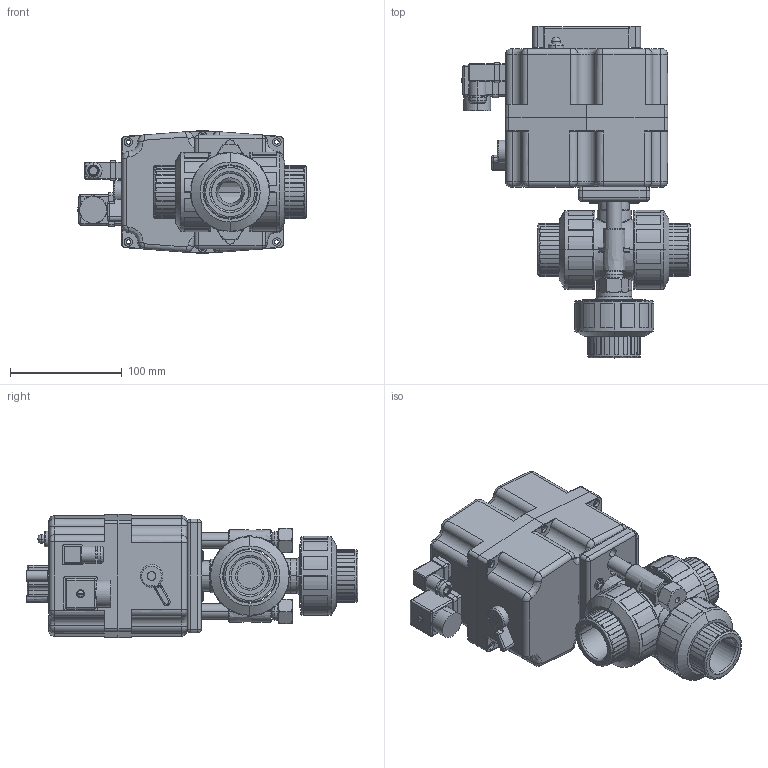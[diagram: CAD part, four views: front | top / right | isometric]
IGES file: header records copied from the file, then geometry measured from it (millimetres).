
Start section:  PTC IGES file: tebva100asm_sw0001.igs
Global section: file name: tebva100asm_sw0001.igs; native system: Creo Parametric by Parametric Technology Corporation; preprocessor: 2012230; author: Engineering; organization: Unknown; date: 20130426.085635; units: inch
Bounding box: 204.58 x 296.77 x 109.98 mm (x, y, z)
Surface area: 303542.2 mm2 (no closed solid volume)
Topology: 0 solids, 0 shells, 943 faces, 4818 edges, 4818 vertices
Faces by surface type: revolution 653, bspline 290
